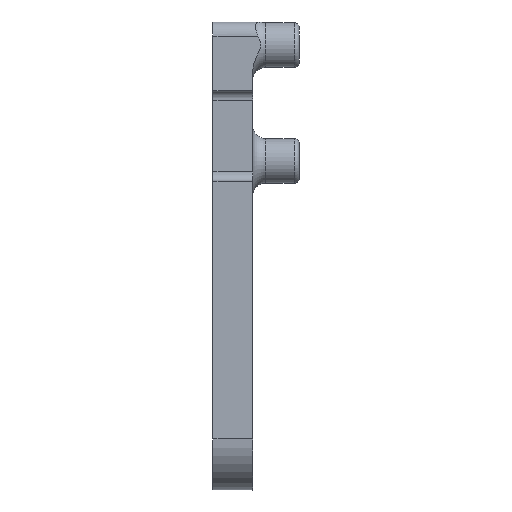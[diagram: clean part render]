
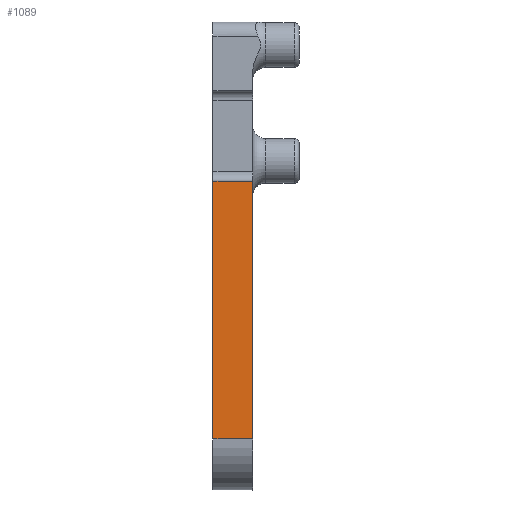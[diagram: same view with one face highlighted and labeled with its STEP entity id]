
A CAD part, left-side view. The second image highlights one B-rep face of the part: STEP entity #1089.
In plain terms, the highlighted planar face has unit normal (-1, 0, 0).
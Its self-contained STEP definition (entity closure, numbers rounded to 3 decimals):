
#68=PLANE('',#1224);
#119=FACE_OUTER_BOUND('',#190,.T.);
#190=EDGE_LOOP('',(#958,#959,#960,#961));
#215=LINE('',#1626,#293);
#236=LINE('',#1711,#314);
#252=LINE('',#1801,#330);
#273=LINE('',#1944,#351);
#293=VECTOR('',#1279,10.);
#314=VECTOR('',#1356,10.);
#330=VECTOR('',#1418,10.);
#351=VECTOR('',#1533,10.);
#448=VERTEX_POINT('',#1623);
#449=VERTEX_POINT('',#1625);
#484=VERTEX_POINT('',#1708);
#485=VERTEX_POINT('',#1710);
#555=EDGE_CURVE('',#449,#448,#215,.T.);
#598=EDGE_CURVE('',#484,#485,#236,.T.);
#631=EDGE_CURVE('',#448,#485,#252,.T.);
#675=EDGE_CURVE('',#449,#484,#273,.T.);
#958=ORIENTED_EDGE('',*,*,#555,.T.);
#959=ORIENTED_EDGE('',*,*,#631,.T.);
#960=ORIENTED_EDGE('',*,*,#598,.F.);
#961=ORIENTED_EDGE('',*,*,#675,.F.);
#1089=ADVANCED_FACE('',(#119),#68,.T.);
#1224=AXIS2_PLACEMENT_3D('',#1945,#1534,#1535);
#1279=DIRECTION('',(0.,0.,1.));
#1356=DIRECTION('',(0.,0.,1.));
#1418=DIRECTION('',(0.,1.,0.));
#1533=DIRECTION('',(0.,1.,0.));
#1534=DIRECTION('center_axis',(-1.,0.,0.));
#1535=DIRECTION('ref_axis',(0.,0.,1.));
#1623=CARTESIAN_POINT('',(-79.331,116.718,73.892));
#1625=CARTESIAN_POINT('',(-79.331,116.718,33.413));
#1626=CARTESIAN_POINT('',(-79.331,116.718,33.413));
#1708=CARTESIAN_POINT('',(-79.331,122.968,33.413));
#1710=CARTESIAN_POINT('',(-79.331,122.968,73.892));
#1711=CARTESIAN_POINT('',(-79.331,122.968,98.337));
#1801=CARTESIAN_POINT('',(-79.331,119.843,73.892));
#1944=CARTESIAN_POINT('',(-79.331,116.718,33.413));
#1945=CARTESIAN_POINT('Origin',(-79.331,116.718,11.278));
